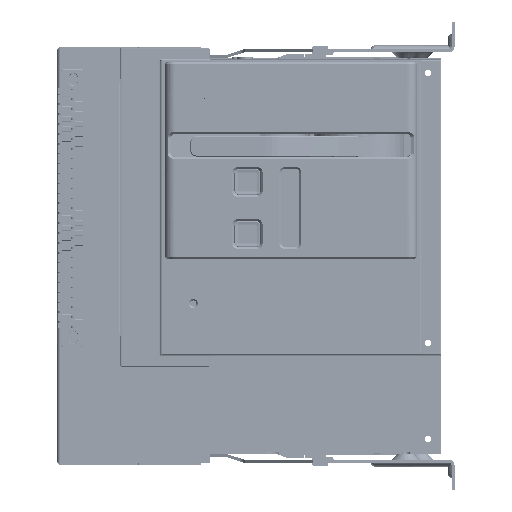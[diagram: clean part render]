
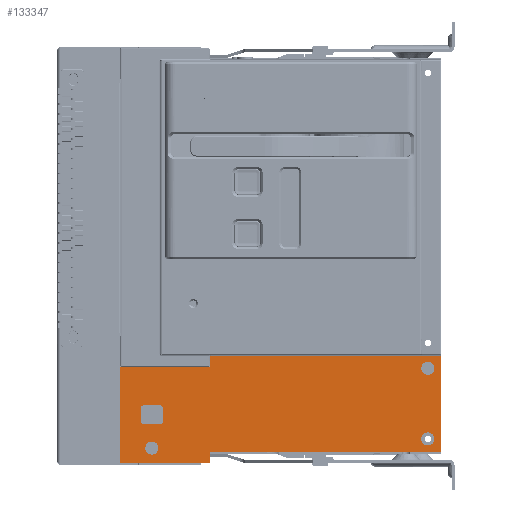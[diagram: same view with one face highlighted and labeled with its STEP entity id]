
A CAD part, left-side view. The second image highlights one B-rep face of the part: STEP entity #133347.
In plain terms, the highlighted planar face has unit normal (-1, 0, 0).
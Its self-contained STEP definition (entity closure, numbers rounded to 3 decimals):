
#21467=DIRECTION('',(0.,0.,1.));
#21468=VECTOR('',#21467,95.);
#21469=CARTESIAN_POINT('',(-67.,0.,-193.5));
#21470=LINE('',#21469,#21468);
#21551=DIRECTION('',(0.,1.,0.));
#21552=VECTOR('',#21551,229.);
#21553=CARTESIAN_POINT('',(-67.,0.,-98.5));
#21554=LINE('',#21553,#21552);
#22190=CARTESIAN_POINT('',(-67.,229.5,-204.));
#22191=DIRECTION('',(1.,0.,0.));
#22192=DIRECTION('',(0.,-1.,0.));
#22193=AXIS2_PLACEMENT_3D('',#22190,#22191,#22192);
#22195=CARTESIAN_POINT('',(-67.,227.,-195.5));
#22196=DIRECTION('',(-1.,0.,0.));
#22197=DIRECTION('',(0.,0.,1.));
#22198=AXIS2_PLACEMENT_3D('',#22195,#22196,#22197);
#22200=CARTESIAN_POINT('',(-67.,286.5,-190.));
#22201=DIRECTION('',(-1.,0.,0.));
#22202=DIRECTION('',(0.,-1.,0.));
#22203=AXIS2_PLACEMENT_3D('',#22200,#22201,#22202);
#22205=CARTESIAN_POINT('',(-67.,286.5,-190.));
#22206=DIRECTION('',(-1.,0.,0.));
#22207=DIRECTION('',(0.,1.,0.));
#22208=AXIS2_PLACEMENT_3D('',#22205,#22206,#22207);
#22210=CARTESIAN_POINT('',(-67.,13.5,-181.));
#22211=DIRECTION('',(-1.,0.,0.));
#22212=DIRECTION('',(0.,-1.,0.));
#22213=AXIS2_PLACEMENT_3D('',#22210,#22211,#22212);
#22215=CARTESIAN_POINT('',(-67.,13.5,-181.));
#22216=DIRECTION('',(-1.,0.,0.));
#22217=DIRECTION('',(0.,1.,0.));
#22218=AXIS2_PLACEMENT_3D('',#22215,#22216,#22217);
#22220=CARTESIAN_POINT('',(-67.,13.5,-111.));
#22221=DIRECTION('',(-1.,0.,0.));
#22222=DIRECTION('',(0.,-1.,0.));
#22223=AXIS2_PLACEMENT_3D('',#22220,#22221,#22222);
#22225=CARTESIAN_POINT('',(-67.,13.5,-111.));
#22226=DIRECTION('',(-1.,0.,0.));
#22227=DIRECTION('',(0.,1.,0.));
#22228=AXIS2_PLACEMENT_3D('',#22225,#22226,#22227);
#22230=CARTESIAN_POINT('',(-67.,294.1,-163.1));
#22231=DIRECTION('',(-1.,0.,0.));
#22232=DIRECTION('',(0.,1.,0.));
#22233=AXIS2_PLACEMENT_3D('',#22230,#22231,#22232);
#22235=CARTESIAN_POINT('',(-67.,278.9,-163.1));
#22236=DIRECTION('',(-1.,0.,0.));
#22237=DIRECTION('',(0.,0.,-1.));
#22238=AXIS2_PLACEMENT_3D('',#22235,#22236,#22237);
#22240=CARTESIAN_POINT('',(-67.,278.9,-150.9));
#22241=DIRECTION('',(-1.,0.,0.));
#22242=DIRECTION('',(0.,-1.,0.));
#22243=AXIS2_PLACEMENT_3D('',#22240,#22241,#22242);
#22245=CARTESIAN_POINT('',(-67.,294.1,-150.9));
#22246=DIRECTION('',(-1.,0.,0.));
#22247=DIRECTION('',(0.,0.,1.));
#22248=AXIS2_PLACEMENT_3D('',#22245,#22246,#22247);
#22326=DIRECTION('',(0.,-1.,0.));
#22327=VECTOR('',#22326,227.);
#22328=CARTESIAN_POINT('',(-67.,227.,-193.5));
#22329=LINE('',#22328,#22327);
#50897=DIRECTION('',(0.,-1.,0.));
#50898=VECTOR('',#50897,88.5);
#50899=CARTESIAN_POINT('',(-67.,318.,-204.5));
#50900=LINE('',#50899,#50898);
#50901=DIRECTION('',(0.,0.,-1.));
#50902=VECTOR('',#50901,95.);
#50903=CARTESIAN_POINT('',(-67.,318.,-109.5));
#50904=LINE('',#50903,#50902);
#50909=DIRECTION('',(0.,1.,0.));
#50910=VECTOR('',#50909,89.);
#50911=CARTESIAN_POINT('',(-67.,229.,-109.5));
#50912=LINE('',#50911,#50910);
#50929=DIRECTION('',(0.,0.,-1.));
#50930=VECTOR('',#50929,11.);
#50931=CARTESIAN_POINT('',(-67.,229.,-98.5));
#50932=LINE('',#50931,#50930);
#75677=DIRECTION('',(0.,0.,1.));
#75678=VECTOR('',#75677,8.5);
#75679=CARTESIAN_POINT('',(-67.,229.,-204.));
#75680=LINE('',#75679,#75678);
#75693=DIRECTION('',(0.,0.,1.));
#75694=VECTOR('',#75693,12.2);
#75695=CARTESIAN_POINT('',(-67.,297.5,-163.1));
#75696=LINE('',#75695,#75694);
#75705=DIRECTION('',(0.,-1.,0.));
#75706=VECTOR('',#75705,15.2);
#75707=CARTESIAN_POINT('',(-67.,294.1,-147.5));
#75708=LINE('',#75707,#75706);
#75717=DIRECTION('',(0.,0.,-1.));
#75718=VECTOR('',#75717,12.2);
#75719=CARTESIAN_POINT('',(-67.,275.5,-150.9));
#75720=LINE('',#75719,#75718);
#75729=DIRECTION('',(0.,1.,0.));
#75730=VECTOR('',#75729,15.2);
#75731=CARTESIAN_POINT('',(-67.,278.9,-166.5));
#75732=LINE('',#75731,#75730);
#86846=CARTESIAN_POINT('',(-67.,0.,-193.5));
#86847=CARTESIAN_POINT('',(-67.,0.,-98.5));
#86848=VERTEX_POINT('',#86846);
#86849=VERTEX_POINT('',#86847);
#86934=CARTESIAN_POINT('',(-67.,227.,-193.5));
#86936=VERTEX_POINT('',#86934);
#86940=CARTESIAN_POINT('',(-67.,229.,-195.5));
#86941=VERTEX_POINT('',#86940);
#86972=CARTESIAN_POINT('',(-67.,229.5,-204.5));
#86973=VERTEX_POINT('',#86972);
#86974=CARTESIAN_POINT('',(-67.,229.,-204.));
#86975=VERTEX_POINT('',#86974);
#86976=CARTESIAN_POINT('',(-67.,318.,-204.5));
#86977=VERTEX_POINT('',#86976);
#86978=CARTESIAN_POINT('',(-67.,318.,-109.5));
#86979=VERTEX_POINT('',#86978);
#86984=CARTESIAN_POINT('',(-67.,229.,-109.5));
#86985=VERTEX_POINT('',#86984);
#87345=CARTESIAN_POINT('',(-67.,229.,-98.5));
#87346=VERTEX_POINT('',#87345);
#87347=CARTESIAN_POINT('',(-67.,280.,-190.));
#87348=CARTESIAN_POINT('',(-67.,293.,-190.));
#87349=VERTEX_POINT('',#87347);
#87350=VERTEX_POINT('',#87348);
#87351=CARTESIAN_POINT('',(-67.,7.,-181.));
#87352=CARTESIAN_POINT('',(-67.,20.,-181.));
#87353=VERTEX_POINT('',#87351);
#87354=VERTEX_POINT('',#87352);
#87355=CARTESIAN_POINT('',(-67.,7.,-111.));
#87356=CARTESIAN_POINT('',(-67.,20.,-111.));
#87357=VERTEX_POINT('',#87355);
#87358=VERTEX_POINT('',#87356);
#87359=CARTESIAN_POINT('',(-67.,297.5,-163.1));
#87360=CARTESIAN_POINT('',(-67.,294.1,-166.5));
#87361=VERTEX_POINT('',#87359);
#87362=VERTEX_POINT('',#87360);
#87363=CARTESIAN_POINT('',(-67.,278.9,-166.5));
#87364=VERTEX_POINT('',#87363);
#87365=CARTESIAN_POINT('',(-67.,275.5,-163.1));
#87366=VERTEX_POINT('',#87365);
#87367=CARTESIAN_POINT('',(-67.,275.5,-150.9));
#87368=VERTEX_POINT('',#87367);
#87369=CARTESIAN_POINT('',(-67.,278.9,-147.5));
#87370=VERTEX_POINT('',#87369);
#87371=CARTESIAN_POINT('',(-67.,294.1,-147.5));
#87372=VERTEX_POINT('',#87371);
#87373=CARTESIAN_POINT('',(-67.,297.5,-150.9));
#87374=VERTEX_POINT('',#87373);
#133287=CARTESIAN_POINT('',(-67.,208.69,-161.53));
#133288=DIRECTION('',(-1.,0.,0.));
#133289=DIRECTION('',(0.,-1.,0.));
#133290=AXIS2_PLACEMENT_3D('',#133287,#133288,#133289);
#133291=PLANE('',#133290);
#133293=ORIENTED_EDGE('',*,*,#133292,.T.);
#133295=ORIENTED_EDGE('',*,*,#133294,.F.);
#133297=ORIENTED_EDGE('',*,*,#133296,.F.);
#133299=ORIENTED_EDGE('',*,*,#133298,.F.);
#133301=ORIENTED_EDGE('',*,*,#133300,.F.);
#133302=ORIENTED_EDGE('',*,*,#132514,.F.);
#133303=ORIENTED_EDGE('',*,*,#131922,.F.);
#133305=ORIENTED_EDGE('',*,*,#133304,.F.);
#133307=ORIENTED_EDGE('',*,*,#133306,.T.);
#133309=ORIENTED_EDGE('',*,*,#133308,.F.);
#133310=EDGE_LOOP('',(#133293,#133295,#133297,#133299,#133301,#133302,#133303,
#133305,#133307,#133309));
#133311=FACE_OUTER_BOUND('',#133310,.F.);
#133313=ORIENTED_EDGE('',*,*,#133312,.T.);
#133315=ORIENTED_EDGE('',*,*,#133314,.T.);
#133316=EDGE_LOOP('',(#133313,#133315));
#133317=FACE_BOUND('',#133316,.F.);
#133319=ORIENTED_EDGE('',*,*,#133318,.T.);
#133321=ORIENTED_EDGE('',*,*,#133320,.T.);
#133322=EDGE_LOOP('',(#133319,#133321));
#133323=FACE_BOUND('',#133322,.F.);
#133324=ORIENTED_EDGE('',*,*,#133277,.T.);
#133326=ORIENTED_EDGE('',*,*,#133325,.T.);
#133327=EDGE_LOOP('',(#133324,#133326));
#133328=FACE_BOUND('',#133327,.F.);
#133330=ORIENTED_EDGE('',*,*,#133329,.T.);
#133332=ORIENTED_EDGE('',*,*,#133331,.F.);
#133334=ORIENTED_EDGE('',*,*,#133333,.T.);
#133336=ORIENTED_EDGE('',*,*,#133335,.F.);
#133338=ORIENTED_EDGE('',*,*,#133337,.T.);
#133340=ORIENTED_EDGE('',*,*,#133339,.F.);
#133342=ORIENTED_EDGE('',*,*,#133341,.T.);
#133344=ORIENTED_EDGE('',*,*,#133343,.F.);
#133345=EDGE_LOOP('',(#133330,#133332,#133334,#133336,#133338,#133340,#133342,
#133344));
#133346=FACE_BOUND('',#133345,.F.);
#133347=ADVANCED_FACE('',(#133311,#133317,#133323,#133328,#133346),#133291,.T.);
#22194=CIRCLE('',#22193,0.5);
#22199=CIRCLE('',#22198,2.);
#22204=CIRCLE('',#22203,6.5);
#22209=CIRCLE('',#22208,6.5);
#22214=CIRCLE('',#22213,6.5);
#22219=CIRCLE('',#22218,6.5);
#22224=CIRCLE('',#22223,6.5);
#22229=CIRCLE('',#22228,6.5);
#22234=CIRCLE('',#22233,3.4);
#22239=CIRCLE('',#22238,3.4);
#22244=CIRCLE('',#22243,3.4);
#22249=CIRCLE('',#22248,3.4);
#131922=EDGE_CURVE('',#86848,#86849,#21470,.T.);
#132514=EDGE_CURVE('',#86849,#87346,#21554,.T.);
#133277=EDGE_CURVE('',#87357,#87358,#22224,.T.);
#133292=EDGE_CURVE('',#86975,#86973,#22194,.T.);
#133294=EDGE_CURVE('',#86977,#86973,#50900,.T.);
#133296=EDGE_CURVE('',#86979,#86977,#50904,.T.);
#133298=EDGE_CURVE('',#86985,#86979,#50912,.T.);
#133300=EDGE_CURVE('',#87346,#86985,#50932,.T.);
#133304=EDGE_CURVE('',#86936,#86848,#22329,.T.);
#133306=EDGE_CURVE('',#86936,#86941,#22199,.T.);
#133308=EDGE_CURVE('',#86975,#86941,#75680,.T.);
#133312=EDGE_CURVE('',#87349,#87350,#22204,.T.);
#133314=EDGE_CURVE('',#87350,#87349,#22209,.T.);
#133318=EDGE_CURVE('',#87353,#87354,#22214,.T.);
#133320=EDGE_CURVE('',#87354,#87353,#22219,.T.);
#133325=EDGE_CURVE('',#87358,#87357,#22229,.T.);
#133329=EDGE_CURVE('',#87361,#87362,#22234,.T.);
#133331=EDGE_CURVE('',#87364,#87362,#75732,.T.);
#133333=EDGE_CURVE('',#87364,#87366,#22239,.T.);
#133335=EDGE_CURVE('',#87368,#87366,#75720,.T.);
#133337=EDGE_CURVE('',#87368,#87370,#22244,.T.);
#133339=EDGE_CURVE('',#87372,#87370,#75708,.T.);
#133341=EDGE_CURVE('',#87372,#87374,#22249,.T.);
#133343=EDGE_CURVE('',#87361,#87374,#75696,.T.);
